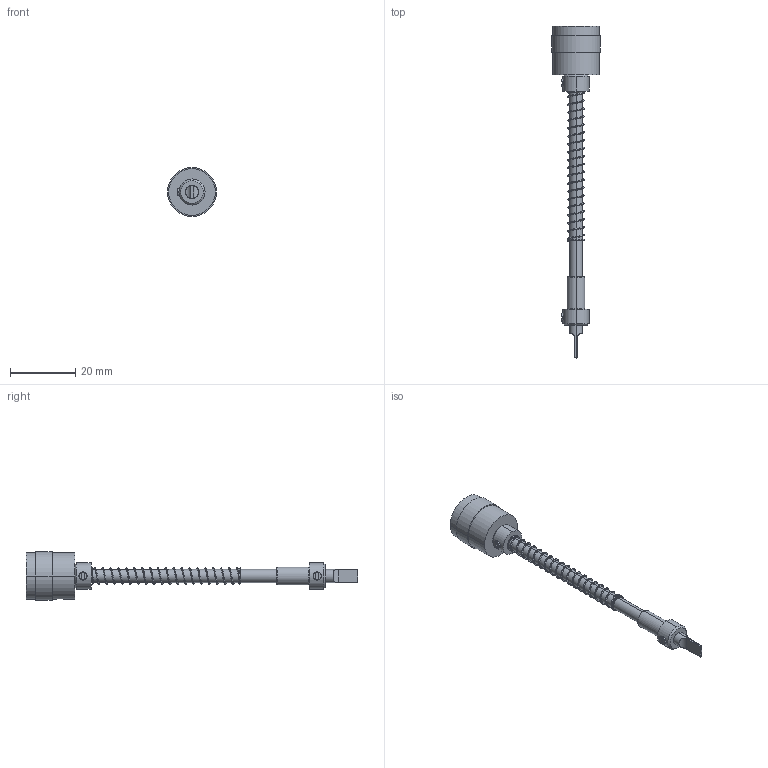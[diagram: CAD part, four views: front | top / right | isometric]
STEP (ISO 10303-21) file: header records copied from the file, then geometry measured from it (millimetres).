
FILE_DESCRIPTION (( 'STEP AP214' ), '1' );
FILE_NAME ('40850~0.STEP', '2018-07-10T09:49:52', ( '' ), ( '' ), 'SwSTEP 2.0', 'SolidWorks 2018', '' );
FILE_SCHEMA (( 'AUTOMOTIVE_DESIGN' ));
Length unit declared in the file: millimetre
Products named in the file (6): 3687~0; 38010~0_S; 57762~0; 3285~0; 26637~0_S; 40850~0
Assembly tree (6 placements, depth 2):
  40850~0
    3687~0  x2
    57762~0
    26637~0_S
    3285~0
    38010~0_S
Bounding box: 15 x 102 x 15 mm (x, y, z)
Volume: 4017.6 mm3; surface area: 3759.5 mm2
Topology: 8 solids, 8 shells, 100 faces, 223 edges, 143 vertices
Faces by surface type: plane 44, cylinder 36, cone 18, bspline 2
Entity records: 14067 total; most frequent: CARTESIAN_POINT 11702, DIRECTION 397, ORIENTED_EDGE 362, EDGE_CURVE 181, AXIS2_PLACEMENT_3D 155, VERTEX_POINT 117, EDGE_LOOP 92, VECTOR 87
